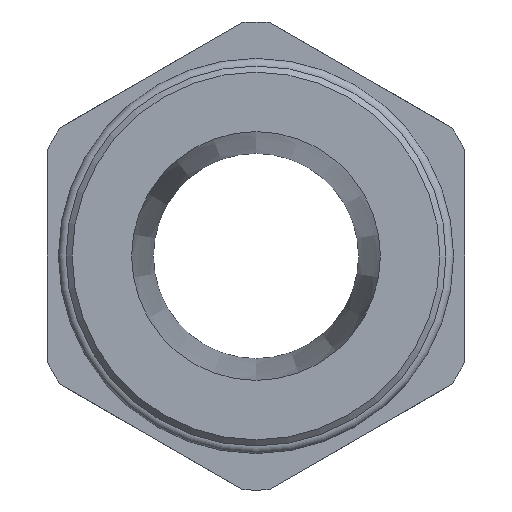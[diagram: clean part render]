
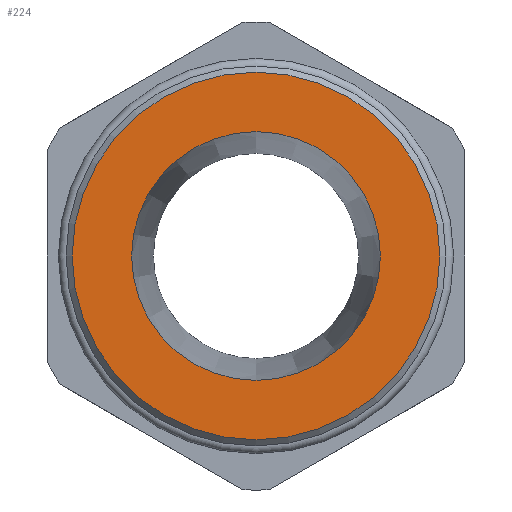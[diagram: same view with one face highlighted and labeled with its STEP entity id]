
A CAD part, left-side view. The second image highlights one B-rep face of the part: STEP entity #224.
In plain terms, the highlighted planar face has unit normal (-1, 0, 0).
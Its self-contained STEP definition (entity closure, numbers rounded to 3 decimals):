
#224 = ADVANCED_FACE( '', ( #480, #481 ), #482, .T. );
#480 = FACE_BOUND( '', #749, .T. );
#481 = FACE_OUTER_BOUND( '', #750, .T. );
#482 = PLANE( '', #751 );
#749 = EDGE_LOOP( '', ( #1325 ) );
#750 = EDGE_LOOP( '', ( #1326 ) );
#751 = AXIS2_PLACEMENT_3D( '', #1327, #1328, #1329 );
#1325 = ORIENTED_EDGE( '', *, *, #1568, .T. );
#1326 = ORIENTED_EDGE( '', *, *, #1655, .F. );
#1327 = CARTESIAN_POINT( '', ( 0., 24.19, 0. ) );
#1328 = DIRECTION( '', ( -1., 0., 0. ) );
#1329 = DIRECTION( '', ( 0., 0., 1. ) );
#1568 = EDGE_CURVE( '', #1884, #1884, #1885, .T. );
#1655 = EDGE_CURVE( '', #2020, #2020, #2021, .T. );
#1884 = VERTEX_POINT( '', #2339 );
#1885 = CIRCLE( '', #2340, 16.367 );
#2020 = VERTEX_POINT( '', #2566 );
#2021 = CIRCLE( '', #2567, 24.19 );
#2339 = CARTESIAN_POINT( '', ( 0., 0., -16.367 ) );
#2340 = AXIS2_PLACEMENT_3D( '', #2875, #2876, #2877 );
#2566 = CARTESIAN_POINT( '', ( 0., 0., -24.19 ) );
#2567 = AXIS2_PLACEMENT_3D( '', #2979, #2980, #2981 );
#2875 = CARTESIAN_POINT( '', ( 0., 0., 0. ) );
#2876 = DIRECTION( '', ( 1., 0., 0. ) );
#2877 = DIRECTION( '', ( 0., 0., -1. ) );
#2979 = CARTESIAN_POINT( '', ( 0., 0., 0. ) );
#2980 = DIRECTION( '', ( 1., 0., 0. ) );
#2981 = DIRECTION( '', ( 0., 0., -1. ) );
